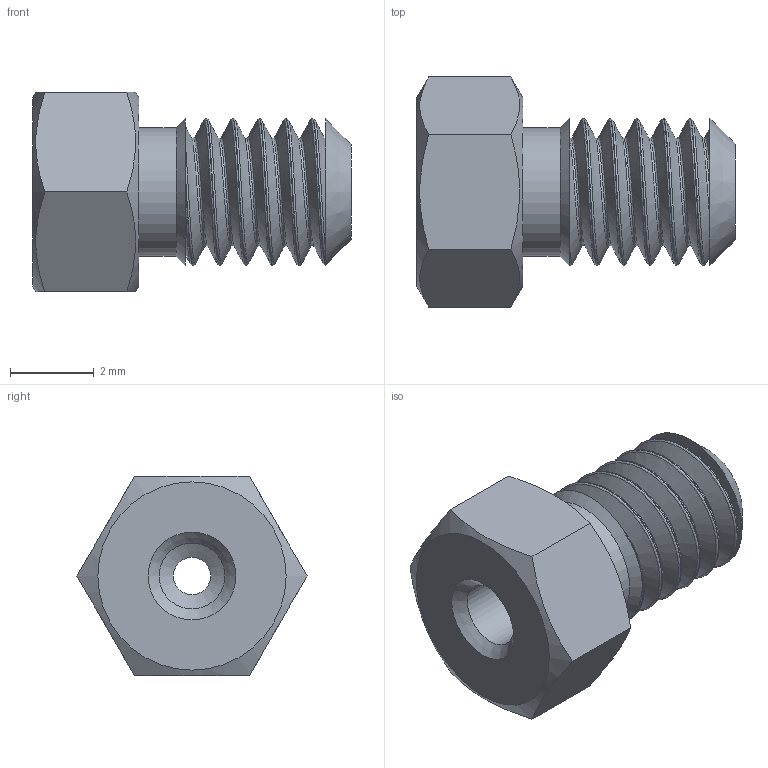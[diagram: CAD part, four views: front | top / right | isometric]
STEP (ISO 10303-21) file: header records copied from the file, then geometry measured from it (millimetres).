
FILE_DESCRIPTION((''),'2;1');
FILE_NAME('310111-ZN.5 Internal nut.stp','2013-08-22T10:05:47',('Franzp'),(''),'Autodesk Inventor 2013','Autodesk Inventor 2013','');
FILE_SCHEMA(('AUTOMOTIVE_DESIGN { 1 0 10303 214 1 1 1 1 }'));
Length unit declared in the file: millimetre
Products named in the file (1): 311905
Bounding box: 7.62 x 5.5 x 4.76 mm (x, y, z)
Volume: 72.9 mm3; surface area: 253.5 mm2
Topology: 2 solids, 2 shells, 31 faces, 67 edges, 43 vertices
Faces by surface type: plane 13, cylinder 6, cone 6, bspline 6
Full cylindrical faces by diameter (mm): 0.889 x1, 1.575 x1, 2.564 x2, 3.073 x1
Entity records: 2460 total; most frequent: CARTESIAN_POINT 1870, ORIENTED_EDGE 110, DIRECTION 94, EDGE_CURVE 55, EDGE_LOOP 49, AXIS2_PLACEMENT_3D 44, VERTEX_POINT 42, FACE_OUTER_BOUND 31
